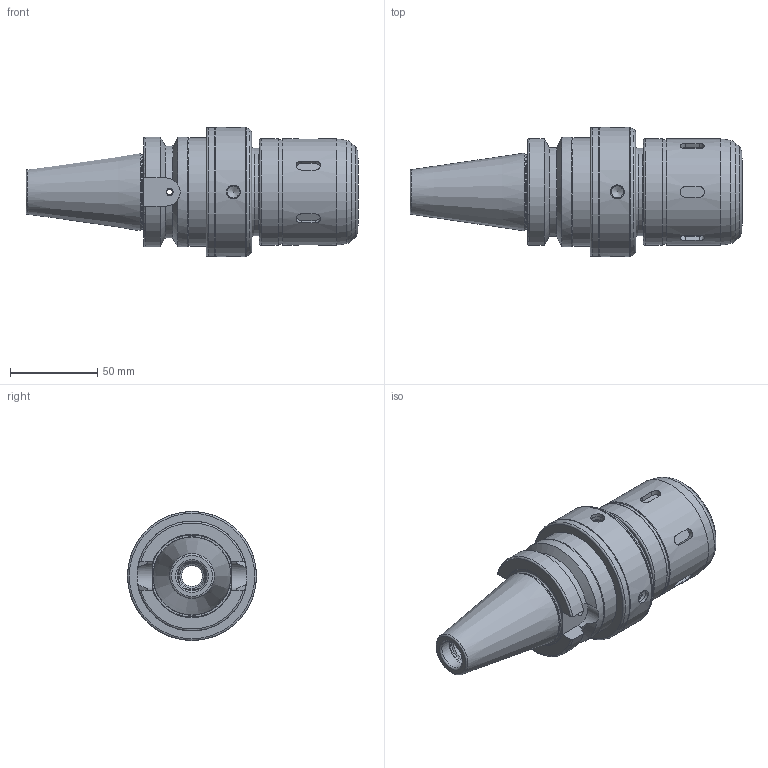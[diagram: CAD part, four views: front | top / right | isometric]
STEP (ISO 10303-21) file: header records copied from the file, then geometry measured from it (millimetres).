
FILE_DESCRIPTION((''),'2;1');
FILE_NAME('295040325125-3D.stp','2020-06-05T09:45:50',('nttooll'),(''),'Autodesk Inventor 2012','Autodesk Inventor 2012','');
FILE_SCHEMA(('AUTOMOTIVE_DESIGN { 1 0 10303 214 1 1 1 1 }'));
Length unit declared in the file: millimetre
Products named in the file (1): 295040325125-3D
Bounding box: 190.4 x 74 x 74 mm (x, y, z)
Volume: 385909.8 mm3; surface area: 56313.8 mm2
Topology: 1 solids, 1 shells, 144 faces, 318 edges, 200 vertices
Faces by surface type: cylinder 53, plane 48, cone 28, torus 15
Full cylindrical faces by diameter (mm): 3.4 x2, 4 x2, 6.928 x4, 8 x4, 12 x5, 14 x1, 14.25 x1, 16 x1, 17 x1, 17.4 x1, 25 x1, 25.5 x1, 43.5 x1, 50 x1, 60 x1, 61 x2, 62 x1, 63 x1, 70 x1, 74 x3
Entity records: 3914 total; most frequent: CARTESIAN_POINT 1081, DIRECTION 594, ORIENTED_EDGE 462, AXIS2_PLACEMENT_3D 262, EDGE_LOOP 246, EDGE_CURVE 231, VERTEX_POINT 185, FACE_OUTER_BOUND 144
